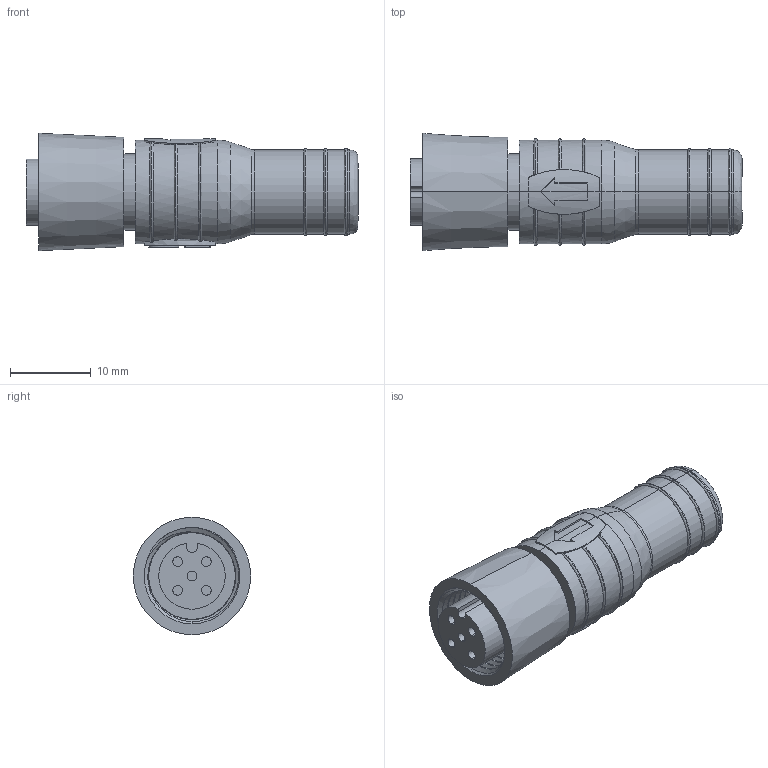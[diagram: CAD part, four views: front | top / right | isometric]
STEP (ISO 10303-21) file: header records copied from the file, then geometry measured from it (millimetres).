
FILE_DESCRIPTION (( 'STEP AP203' ), '1' );
FILE_NAME ('P278.STEP', '2020-03-31T07:03:27', ( 'edpusr' ), ( 'Microsoft' ), 'SwSTEP 2.0', 'SolidWorks 2015', '' );
FILE_SCHEMA (( 'CONFIG_CONTROL_DESIGN' ));
Length unit declared in the file: millimetre
Products named in the file (1): P278
Bounding box: 41 x 14.5 x 14.5 mm (x, y, z)
Volume: 4273.8 mm3; surface area: 2938.3 mm2
Topology: 1 solids, 1 shells, 179 faces, 452 edges, 283 vertices
Faces by surface type: bspline 61, cylinder 55, plane 54, cone 9
Entity records: 9875 total; most frequent: CARTESIAN_POINT 5906, ORIENTED_EDGE 896, DIRECTION 696, EDGE_CURVE 448, VERTEX_POINT 283, AXIS2_PLACEMENT_3D 255, EDGE_LOOP 191, LINE 186
